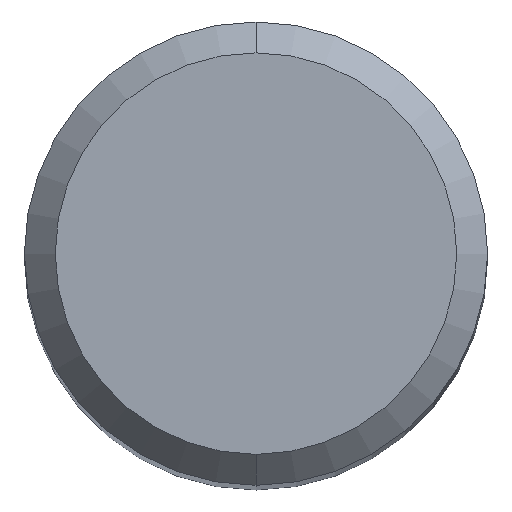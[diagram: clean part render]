
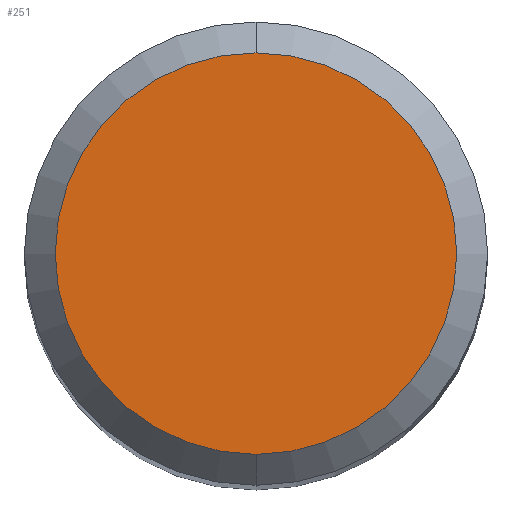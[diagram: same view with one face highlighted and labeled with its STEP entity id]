
A CAD part, top view. The second image highlights one B-rep face of the part: STEP entity #251.
In plain terms, the highlighted planar face has unit normal (0, 0, 1).
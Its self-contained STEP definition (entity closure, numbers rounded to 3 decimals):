
#251=ADVANCED_FACE('',(#575),#576,.T.);
#291=EDGE_CURVE('',#355,#475,#618,.T.);
#355=VERTEX_POINT('',#692);
#435=EDGE_CURVE('',#475,#355,#782,.T.);
#475=VERTEX_POINT('',#823);
#575=FACE_OUTER_BOUND('',#974,.T.);
#576=PLANE('',#975);
#618=CIRCLE('',#1080,2.6);
#692=CARTESIAN_POINT('',(0.0,2.6,0.0));
#782=CIRCLE('',#1426,2.6);
#823=CARTESIAN_POINT('',(0.,-2.6,0.0));
#974=EDGE_LOOP('',(#1573,#1574));
#975=AXIS2_PLACEMENT_3D('',#1575,#1576,#1577);
#1080=AXIS2_PLACEMENT_3D('',#1616,#1617,#1618);
#1426=AXIS2_PLACEMENT_3D('',#1825,#1826,#1827);
#1573=ORIENTED_EDGE('',*,*,#291,.F.);
#1574=ORIENTED_EDGE('',*,*,#435,.F.);
#1575=CARTESIAN_POINT('',(0.0,1.3,0.0));
#1576=DIRECTION('',(-0.0,0.0,1.0));
#1577=DIRECTION('',(0.0,-1.0,0.0));
#1616=CARTESIAN_POINT('',(0.0,0.0,0.0));
#1617=DIRECTION('',(0.0,0.0,-1.0));
#1618=DIRECTION('',(0.0,1.0,0.0));
#1825=CARTESIAN_POINT('',(0.0,0.0,0.0));
#1826=DIRECTION('',(0.0,0.0,-1.0));
#1827=DIRECTION('',(0.0,1.0,0.0));
